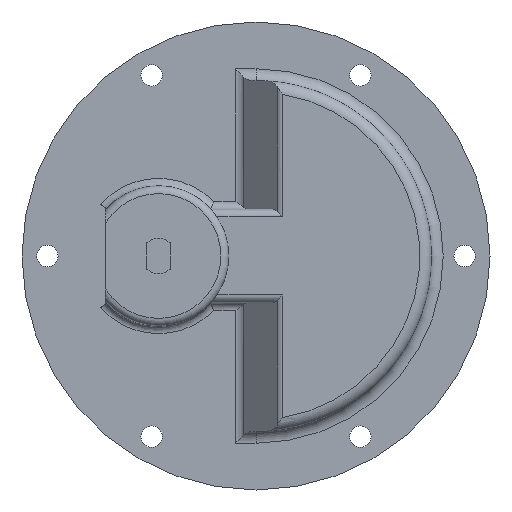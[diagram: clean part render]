
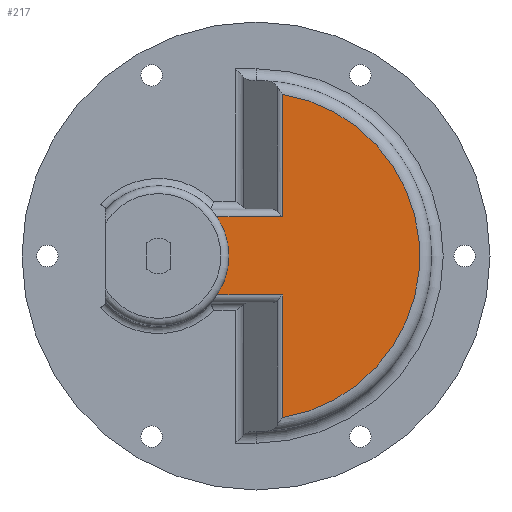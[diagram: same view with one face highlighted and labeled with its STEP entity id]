
A CAD part, front view. The second image highlights one B-rep face of the part: STEP entity #217.
In plain terms, the highlighted planar face has unit normal (0, -1, 0).
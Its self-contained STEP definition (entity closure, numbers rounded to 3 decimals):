
#217 = ADVANCED_FACE( '', ( #508 ), #509, .F. );
#508 = FACE_OUTER_BOUND( '', #874, .T. );
#509 = PLANE( '', #875 );
#874 = EDGE_LOOP( '', ( #1479, #1480, #1481, #1482, #1483, #1484 ) );
#875 = AXIS2_PLACEMENT_3D( '', #1485, #1486, #1487 );
#1479 = ORIENTED_EDGE( '', *, *, #2335, .T. );
#1480 = ORIENTED_EDGE( '', *, *, #2336, .T. );
#1481 = ORIENTED_EDGE( '', *, *, #2337, .F. );
#1482 = ORIENTED_EDGE( '', *, *, #2149, .F. );
#1483 = ORIENTED_EDGE( '', *, *, #2338, .T. );
#1484 = ORIENTED_EDGE( '', *, *, #2301, .F. );
#1485 = CARTESIAN_POINT( '', ( 0., -11.5, 0. ) );
#1486 = DIRECTION( '', ( 0., 1., 0. ) );
#1487 = DIRECTION( '', ( 0., 0., 1. ) );
#2149 = EDGE_CURVE( '', #2577, #2573, #2579, .F. );
#2301 = EDGE_CURVE( '', #2834, #2836, #2837, .F. );
#2335 = EDGE_CURVE( '', #2834, #2887, #2888, .T. );
#2336 = EDGE_CURVE( '', #2887, #2889, #2890, .T. );
#2337 = EDGE_CURVE( '', #2573, #2889, #2891, .T. );
#2338 = EDGE_CURVE( '', #2577, #2836, #2892, .T. );
#2573 = VERTEX_POINT( '', #3198 );
#2577 = VERTEX_POINT( '', #3203 );
#2579 = LINE( '', #3214, #3215 );
#2834 = VERTEX_POINT( '', #3714 );
#2836 = VERTEX_POINT( '', #3716 );
#2837 = LINE( '', #3717, #3718 );
#2887 = VERTEX_POINT( '', #3801 );
#2888 = LINE( '', #3802, #3803 );
#2889 = VERTEX_POINT( '', #3804 );
#2890 = CIRCLE( '', #3805, 18. );
#2891 = LINE( '', #3806, #3807 );
#2892 = CIRCLE( '', #3808, 42. );
#3198 = CARTESIAN_POINT( '', ( 6.828, -11.5, -10. ) );
#3203 = CARTESIAN_POINT( '', ( 6.828, -11.5, -41.441 ) );
#3214 = CARTESIAN_POINT( '', ( 6.828, -11.5, 60. ) );
#3215 = VECTOR( '', #4298, 1000. );
#3714 = CARTESIAN_POINT( '', ( 6.828, -11.5, 10. ) );
#3716 = CARTESIAN_POINT( '', ( 6.828, -11.5, 41.441 ) );
#3717 = CARTESIAN_POINT( '', ( 6.828, -11.5, 60. ) );
#3718 = VECTOR( '', #4503, 1000. );
#3801 = CARTESIAN_POINT( '', ( -10.033, -11.5, 10. ) );
#3802 = CARTESIAN_POINT( '', ( 20., -11.5, 10. ) );
#3803 = VECTOR( '', #4544, 1000. );
#3804 = CARTESIAN_POINT( '', ( -10.033, -11.5, -10. ) );
#3805 = AXIS2_PLACEMENT_3D( '', #4545, #4546, #4547 );
#3806 = CARTESIAN_POINT( '', ( 20., -11.5, -10. ) );
#3807 = VECTOR( '', #4548, 1000. );
#3808 = AXIS2_PLACEMENT_3D( '', #4549, #4550, #4551 );
#4298 = DIRECTION( '', ( 0., 0., -1. ) );
#4503 = DIRECTION( '', ( 0., 0., -1. ) );
#4544 = DIRECTION( '', ( -1., 0., 0. ) );
#4545 = CARTESIAN_POINT( '', ( -25., -11.5, 0. ) );
#4546 = DIRECTION( '', ( 0., 1., 0. ) );
#4547 = DIRECTION( '', ( 0., 0., 1. ) );
#4548 = DIRECTION( '', ( -1., 0., 0. ) );
#4549 = CARTESIAN_POINT( '', ( 0., -11.5, 0. ) );
#4550 = DIRECTION( '', ( 0., -1., 0. ) );
#4551 = DIRECTION( '', ( 0., 0., -1. ) );
